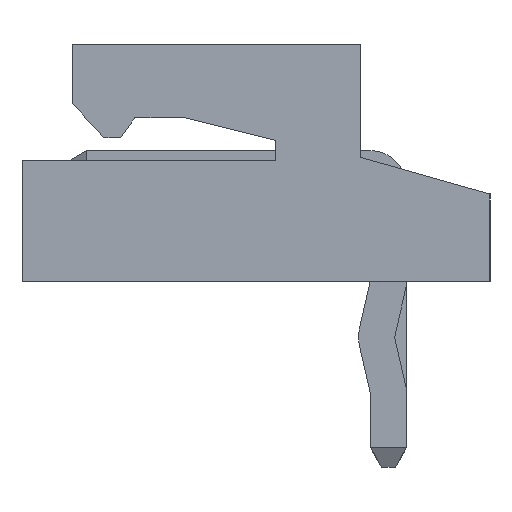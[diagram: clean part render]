
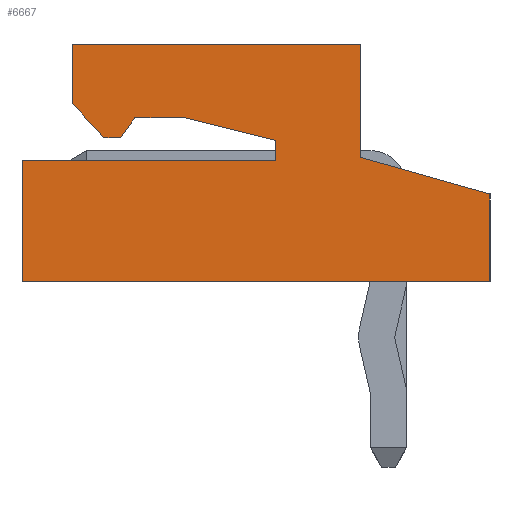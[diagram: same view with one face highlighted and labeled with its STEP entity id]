
A CAD part, left-side view. The second image highlights one B-rep face of the part: STEP entity #6667.
In plain terms, the highlighted planar face has unit normal (-1, 0, 0).
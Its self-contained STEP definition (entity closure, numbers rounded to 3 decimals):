
#833=ORIENTED_EDGE('',*,*,#1738,.F.);
#834=ORIENTED_EDGE('',*,*,#1869,.T.);
#835=ORIENTED_EDGE('',*,*,#1864,.T.);
#836=ORIENTED_EDGE('',*,*,#1862,.T.);
#837=ORIENTED_EDGE('',*,*,#1859,.T.);
#838=ORIENTED_EDGE('',*,*,#1870,.F.);
#839=ORIENTED_EDGE('',*,*,#1871,.T.);
#840=ORIENTED_EDGE('',*,*,#1750,.F.);
#841=ORIENTED_EDGE('',*,*,#1748,.F.);
#842=ORIENTED_EDGE('',*,*,#1746,.F.);
#843=ORIENTED_EDGE('',*,*,#1744,.F.);
#844=ORIENTED_EDGE('',*,*,#1742,.F.);
#845=ORIENTED_EDGE('',*,*,#1740,.F.);
#846=ORIENTED_EDGE('',*,*,#1668,.F.);
#1668=EDGE_CURVE('',#2284,#2285,#2765,.T.);
#1738=EDGE_CURVE('',#2335,#2284,#2835,.T.);
#1740=EDGE_CURVE('',#2285,#2336,#2837,.T.);
#1742=EDGE_CURVE('',#2336,#2337,#2839,.T.);
#1744=EDGE_CURVE('',#2337,#2338,#2841,.T.);
#1746=EDGE_CURVE('',#2338,#2339,#2843,.T.);
#1748=EDGE_CURVE('',#2339,#2340,#2845,.T.);
#1750=EDGE_CURVE('',#2340,#2341,#2847,.T.);
#1859=EDGE_CURVE('',#2414,#2415,#2956,.T.);
#1862=EDGE_CURVE('',#2416,#2414,#2959,.T.);
#1864=EDGE_CURVE('',#2417,#2416,#2961,.T.);
#1869=EDGE_CURVE('',#2335,#2417,#2966,.T.);
#1870=EDGE_CURVE('',#2419,#2415,#2967,.T.);
#1871=EDGE_CURVE('',#2419,#2341,#2968,.T.);
#2284=VERTEX_POINT('',#8806);
#2285=VERTEX_POINT('',#8808);
#2335=VERTEX_POINT('',#8947);
#2336=VERTEX_POINT('',#8952);
#2337=VERTEX_POINT('',#8956);
#2338=VERTEX_POINT('',#8960);
#2339=VERTEX_POINT('',#8964);
#2340=VERTEX_POINT('',#8968);
#2341=VERTEX_POINT('',#8972);
#2414=VERTEX_POINT('',#9196);
#2415=VERTEX_POINT('',#9197);
#2416=VERTEX_POINT('',#9202);
#2417=VERTEX_POINT('',#9206);
#2419=VERTEX_POINT('',#9216);
#2765=LINE('',#8807,#3402);
#2835=LINE('',#8948,#3472);
#2837=LINE('',#8951,#3474);
#2839=LINE('',#8955,#3476);
#2841=LINE('',#8959,#3478);
#2843=LINE('',#8963,#3480);
#2845=LINE('',#8967,#3482);
#2847=LINE('',#8971,#3484);
#2956=LINE('',#9195,#3593);
#2959=LINE('',#9201,#3596);
#2961=LINE('',#9205,#3598);
#2966=LINE('',#9214,#3603);
#2967=LINE('',#9215,#3604);
#2968=LINE('',#9217,#3605);
#3402=VECTOR('',#7496,1000.);
#3472=VECTOR('',#7606,1000.);
#3474=VECTOR('',#7610,1000.);
#3476=VECTOR('',#7614,1000.);
#3478=VECTOR('',#7618,1000.);
#3480=VECTOR('',#7622,1000.);
#3482=VECTOR('',#7626,1000.);
#3484=VECTOR('',#7630,1000.);
#3593=VECTOR('',#7823,1000.);
#3596=VECTOR('',#7828,1000.);
#3598=VECTOR('',#7832,1000.);
#3603=VECTOR('',#7841,1000.);
#3604=VECTOR('',#7842,1000.);
#3605=VECTOR('',#7843,1000.);
#4007=EDGE_LOOP('',(#833,#834,#835,#836,#837,#838,#839,#840,#841,#842,#843,
#844,#845,#846));
#4284=FACE_BOUND('',#4007,.T.);
#4539=PLANE('',#6972);
#6667=ADVANCED_FACE('',(#4284),#4539,.T.);
#6972=AXIS2_PLACEMENT_3D('',#9213,#7839,#7840);
#7496=DIRECTION('',(0.,-1.,0.));
#7606=DIRECTION('',(0.,0.,-1.));
#7610=DIRECTION('',(0.,-0.243,0.97));
#7614=DIRECTION('',(0.,0.,1.));
#7618=DIRECTION('',(0.,0.814,0.581));
#7622=DIRECTION('',(0.,0.,1.));
#7626=DIRECTION('',(0.,-0.737,0.676));
#7630=DIRECTION('',(0.,-1.,0.));
#7823=DIRECTION('',(0.,-0.272,0.962));
#7828=DIRECTION('',(0.,-1.,0.));
#7832=DIRECTION('',(0.,0.,-1.));
#7839=DIRECTION('',(-1.,0.,0.));
#7840=DIRECTION('',(0.,0.,1.));
#7841=DIRECTION('',(0.,1.,0.));
#7842=DIRECTION('',(0.,1.,0.));
#7843=DIRECTION('',(0.,0.,1.));
#8806=CARTESIAN_POINT('',(-7.5,0.15,-1.5));
#8807=CARTESIAN_POINT('',(-7.5,0.15,-1.5));
#8808=CARTESIAN_POINT('',(-7.5,-0.2,-1.5));
#8947=CARTESIAN_POINT('',(-7.5,0.15,3.));
#8948=CARTESIAN_POINT('',(-7.5,0.15,-1.5));
#8951=CARTESIAN_POINT('',(-7.5,-0.2,-1.5));
#8952=CARTESIAN_POINT('',(-7.5,-0.6,0.1));
#8955=CARTESIAN_POINT('',(-7.5,-0.6,1.));
#8956=CARTESIAN_POINT('',(-7.5,-0.6,1.));
#8959=CARTESIAN_POINT('',(-7.5,-0.25,1.25));
#8960=CARTESIAN_POINT('',(-7.5,-0.25,1.25));
#8963=CARTESIAN_POINT('',(-7.5,-0.25,1.55));
#8964=CARTESIAN_POINT('',(-7.5,-0.25,1.55));
#8967=CARTESIAN_POINT('',(-7.5,-0.25,1.55));
#8968=CARTESIAN_POINT('',(-7.5,-0.85,2.1));
#8971=CARTESIAN_POINT('',(-7.5,-0.85,2.1));
#8972=CARTESIAN_POINT('',(-7.5,-1.9,2.1));
#9195=CARTESIAN_POINT('',(-7.5,0.75,-5.3));
#9196=CARTESIAN_POINT('',(-7.5,0.75,-5.3));
#9197=CARTESIAN_POINT('',(-7.5,0.1,-3.));
#9201=CARTESIAN_POINT('',(-7.5,2.3,-5.3));
#9202=CARTESIAN_POINT('',(-7.5,2.3,-5.3));
#9205=CARTESIAN_POINT('',(-7.5,2.3,3.));
#9206=CARTESIAN_POINT('',(-7.5,2.3,3.));
#9213=CARTESIAN_POINT('',(-7.5,-1.9,-3.));
#9214=CARTESIAN_POINT('',(-7.5,-1.9,3.));
#9215=CARTESIAN_POINT('',(-7.5,-1.9,-3.));
#9216=CARTESIAN_POINT('',(-7.5,-1.9,-3.));
#9217=CARTESIAN_POINT('',(-7.5,-1.9,-3.));
